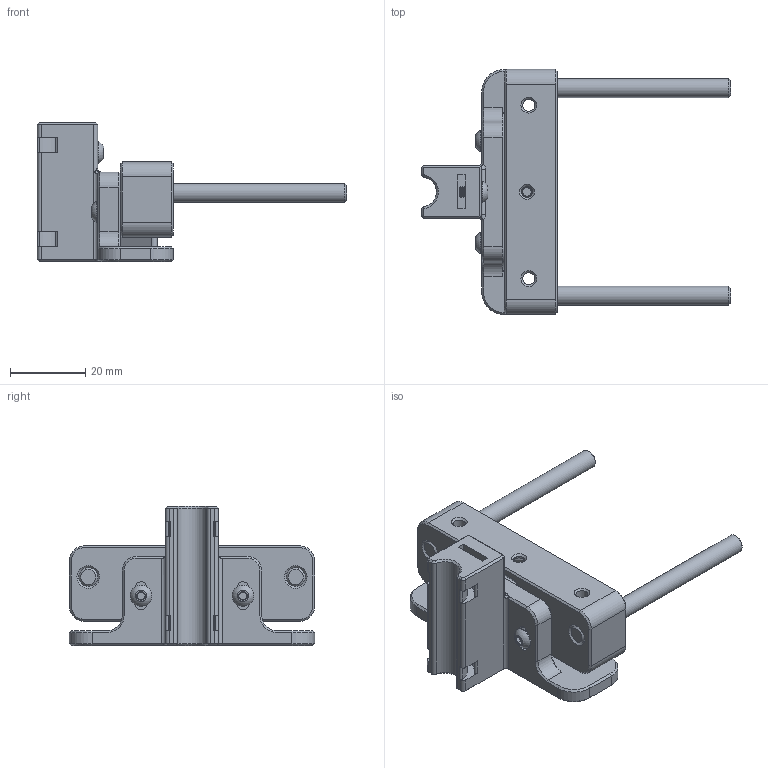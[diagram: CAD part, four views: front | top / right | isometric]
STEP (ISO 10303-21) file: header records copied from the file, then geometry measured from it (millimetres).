
FILE_DESCRIPTION(/* description */ (''),/* implementation_level */ '2;1');
FILE_NAME(/* name */ '55mm_rc_halo_parking_post_assy v3.step',/* time_stamp */ '2021-01-28T21:46:25-08:00',/* author */ (''),/* organization */ (''),/* preprocessor_version */ 'ST-DEVELOPER v18.1',/* originating_system */ 'Autodesk Translation Framework v9.7.1.1290',/* authorisation */ '');
FILE_SCHEMA (('AUTOMOTIVE_DESIGN { 1 0 10303 214 3 1 1 }'));
Length unit declared in the file: millimetre
Products named in the file (7): 55mm_rc_halo_parking_post_assy; 55mm_rc_halo_parking_post_base_assy; 55mm_rc_halo_parking _post_tool_holder_assy; M3_MCMASTER_INSERT; dowel_pin_5mm_d_60m_l; M3_BHCS_10L; M3_BHCS_6L
Assembly tree (10 placements, depth 3):
  55mm_rc_halo_parking_post_assy
    55mm_rc_halo_parking_post_base_assy
      M3_MCMASTER_INSERT
    55mm_rc_halo_parking _post_tool_holder_assy
      M3_MCMASTER_INSERT  x2
    dowel_pin_5mm_d_60m_l  x2
    M3_BHCS_10L  x2
    M3_BHCS_6L
Bounding box: 82 x 65 x 37 mm (x, y, z)
Volume: 34800.7 mm3; surface area: 17691.5 mm2
Topology: 10 solids, 10 shells, 1147 faces, 3154 edges, 2049 vertices
Faces by surface type: bspline 457, cylinder 438, plane 145, cone 102, sphere 3, torus 2
Full cylindrical faces by diameter (mm): 2.35 x67, 2.7 x1, 3 x50, 3.2 x4, 5 x4, 5.05 x3, 5.1 x3, 5.16 x3, 5.56 x3, 5.7 x3, 7 x2
Entity records: 26358 total; most frequent: CARTESIAN_POINT 12415, ORIENTED_EDGE 3136, DIRECTION 2699, EDGE_CURVE 1568, AXIS2_PLACEMENT_3D 1009, VERTEX_POINT 997, LINE 681, VECTOR 681
